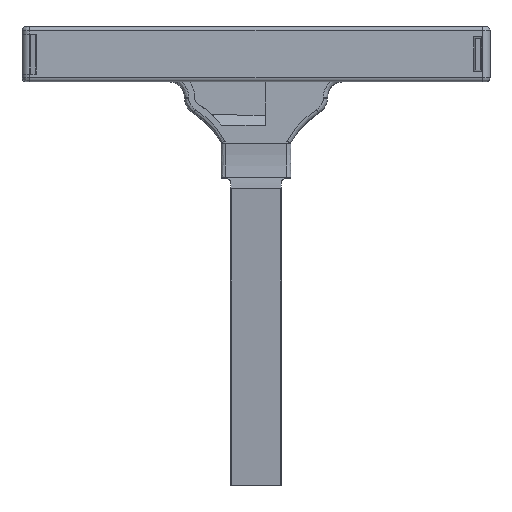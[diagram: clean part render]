
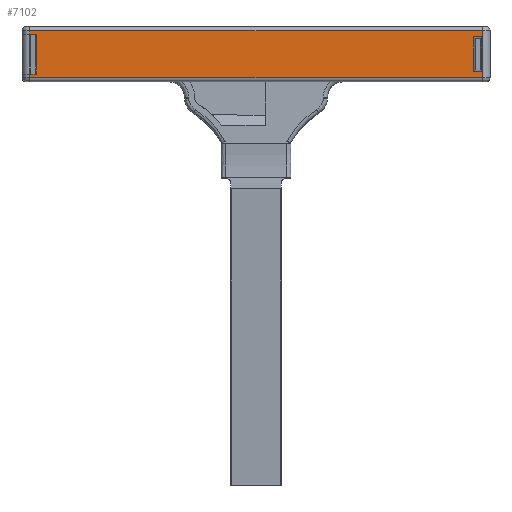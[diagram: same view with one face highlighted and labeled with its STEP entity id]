
A CAD part, top view. The second image highlights one B-rep face of the part: STEP entity #7102.
In plain terms, the highlighted planar face has unit normal (0, 0, 1).
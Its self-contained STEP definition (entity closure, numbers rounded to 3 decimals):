
#132 = VECTOR ( 'NONE', #13862, 1000. ) ;
#225 = LINE ( 'NONE', #12742, #132 ) ;
#240 = CARTESIAN_POINT ( 'NONE',  ( -27.005, 20.461, 9.852 ) ) ;
#889 = CARTESIAN_POINT ( 'NONE',  ( -27.005, 24.361, 9.852 ) ) ;
#1256 = CARTESIAN_POINT ( 'NONE',  ( -26.355, 19.711, 9.852 ) ) ;
#1744 = LINE ( 'NONE', #1962, #12033 ) ;
#1810 = DIRECTION ( 'NONE',  ( -1., 0., 0. ) ) ;
#1812 = ORIENTED_EDGE ( 'NONE', *, *, #14409, .T. ) ;
#1962 = CARTESIAN_POINT ( 'NONE',  ( 16.445, 24.111, 9.852 ) ) ;
#2100 = LINE ( 'NONE', #2161, #8777 ) ;
#2161 = CARTESIAN_POINT ( 'NONE',  ( 16.645, 20.111, 9.852 ) ) ;
#2211 = ORIENTED_EDGE ( 'NONE', *, *, #4522, .F. ) ;
#2244 = VECTOR ( 'NONE', #8655, 1000. ) ;
#2254 = LINE ( 'NONE', #5222, #2244 ) ;
#2411 = DIRECTION ( 'NONE',  ( 0., 1., 0. ) ) ;
#2885 = CARTESIAN_POINT ( 'NONE',  ( -26.355, 24.361, 9.852 ) ) ;
#3010 = CARTESIAN_POINT ( 'NONE',  ( 17.295, 20.111, 9.852 ) ) ;
#3233 = LINE ( 'NONE', #12773, #3271 ) ;
#3271 = VECTOR ( 'NONE', #13886, 1000. ) ;
#3375 = FACE_OUTER_BOUND ( 'NONE', #12495, .T. ) ;
#3791 = LINE ( 'NONE', #12223, #3919 ) ;
#3919 = VECTOR ( 'NONE', #6430, 1000. ) ;
#4014 = CARTESIAN_POINT ( 'NONE',  ( -27.005, 24.711, 9.852 ) ) ;
#4222 = DIRECTION ( 'NONE',  ( 1., 0., 0. ) ) ;
#4522 = EDGE_CURVE ( 'NONE', #10303, #11305, #13299, .T. ) ;
#4749 = CARTESIAN_POINT ( 'NONE',  ( 17.245, 20.711, 9.852 ) ) ;
#5222 = CARTESIAN_POINT ( 'NONE',  ( 16.445, 19.711, 9.852 ) ) ;
#5407 = EDGE_CURVE ( 'NONE', #6618, #8695, #1744, .T. ) ;
#5483 = ORIENTED_EDGE ( 'NONE', *, *, #10533, .F. ) ;
#5627 = DIRECTION ( 'NONE',  ( 0., 0., -1. ) ) ;
#5822 = CARTESIAN_POINT ( 'NONE',  ( 17.245, 24.111, 9.852 ) ) ;
#6430 = DIRECTION ( 'NONE',  ( 1., 0., 0. ) ) ;
#6518 = ORIENTED_EDGE ( 'NONE', *, *, #8937, .F. ) ;
#6618 = VERTEX_POINT ( 'NONE', #12472 ) ;
#6717 = VECTOR ( 'NONE', #2411, 1000. ) ;
#6788 = VERTEX_POINT ( 'NONE', #4749 ) ;
#6791 = EDGE_CURVE ( 'NONE', #12271, #7361, #3233, .T. ) ;
#6999 = ORIENTED_EDGE ( 'NONE', *, *, #5407, .T. ) ;
#7028 = VERTEX_POINT ( 'NONE', #14644 ) ;
#7037 = LINE ( 'NONE', #1256, #6717 ) ;
#7102 = ADVANCED_FACE ( 'NONE', ( #3375, #12664 ), #11315, .F. ) ;
#7225 = LINE ( 'NONE', #9696, #10292 ) ;
#7361 = VERTEX_POINT ( 'NONE', #3010 ) ;
#7403 = VERTEX_POINT ( 'NONE', #10979 ) ;
#7449 = DIRECTION ( 'NONE',  ( 0., 1., 0. ) ) ;
#7470 = VECTOR ( 'NONE', #14149, 1000. ) ;
#7555 = EDGE_CURVE ( 'NONE', #11305, #11488, #7037, .T. ) ;
#7787 = LINE ( 'NONE', #13038, #7470 ) ;
#7995 = EDGE_CURVE ( 'NONE', #6618, #7403, #2254, .T. ) ;
#8080 = ORIENTED_EDGE ( 'NONE', *, *, #6791, .F. ) ;
#8131 = EDGE_CURVE ( 'NONE', #11085, #11488, #225, .T. ) ;
#8205 = ORIENTED_EDGE ( 'NONE', *, *, #13078, .F. ) ;
#8655 = DIRECTION ( 'NONE',  ( 0., -1., 0. ) ) ;
#8695 = VERTEX_POINT ( 'NONE', #5822 ) ;
#8725 = LINE ( 'NONE', #14366, #8901 ) ;
#8777 = VECTOR ( 'NONE', #12388, 1000. ) ;
#8901 = VECTOR ( 'NONE', #7449, 1000. ) ;
#8937 = EDGE_CURVE ( 'NONE', #11085, #13156, #8725, .T. ) ;
#9624 = DIRECTION ( 'NONE',  ( 0., 1., 0. ) ) ;
#9626 = ORIENTED_EDGE ( 'NONE', *, *, #12052, .F. ) ;
#9696 = CARTESIAN_POINT ( 'NONE',  ( 16.445, 20.711, 9.852 ) ) ;
#9715 = VECTOR ( 'NONE', #9624, 1000. ) ;
#9917 = LINE ( 'NONE', #13044, #9715 ) ;
#10285 = ORIENTED_EDGE ( 'NONE', *, *, #13611, .F. ) ;
#10292 = VECTOR ( 'NONE', #1810, 1000. ) ;
#10303 = VERTEX_POINT ( 'NONE', #240 ) ;
#10417 = CARTESIAN_POINT ( 'NONE',  ( -26.955, 20.461, 9.852 ) ) ;
#10533 = EDGE_CURVE ( 'NONE', #6788, #8695, #7787, .T. ) ;
#10944 = ORIENTED_EDGE ( 'NONE', *, *, #8131, .T. ) ;
#10979 = CARTESIAN_POINT ( 'NONE',  ( 16.445, 20.711, 9.852 ) ) ;
#11085 = VERTEX_POINT ( 'NONE', #889 ) ;
#11132 = AXIS2_PLACEMENT_3D ( 'NONE', #12552, #5627, #13695 ) ;
#11305 = VERTEX_POINT ( 'NONE', #12672 ) ;
#11315 = PLANE ( 'NONE',  #11132 ) ;
#11488 = VERTEX_POINT ( 'NONE', #2885 ) ;
#12033 = VECTOR ( 'NONE', #4222, 1000. ) ;
#12052 = EDGE_CURVE ( 'NONE', #13156, #12271, #3791, .T. ) ;
#12191 = EDGE_LOOP ( 'NONE', ( #1812, #12786, #6999, #5483 ) ) ;
#12223 = CARTESIAN_POINT ( 'NONE',  ( 16.645, 24.711, 9.852 ) ) ;
#12271 = VERTEX_POINT ( 'NONE', #13838 ) ;
#12388 = DIRECTION ( 'NONE',  ( -1., 0., 0. ) ) ;
#12472 = CARTESIAN_POINT ( 'NONE',  ( 16.445, 24.111, 9.852 ) ) ;
#12495 = EDGE_LOOP ( 'NONE', ( #8080, #9626, #6518, #10944, #14057, #2211, #8205, #10285 ) ) ;
#12552 = CARTESIAN_POINT ( 'NONE',  ( 16.645, 19.711, 9.852 ) ) ;
#12664 = FACE_BOUND ( 'NONE', #12191, .T. ) ;
#12672 = CARTESIAN_POINT ( 'NONE',  ( -26.355, 20.461, 9.852 ) ) ;
#12742 = CARTESIAN_POINT ( 'NONE',  ( -26.355, 24.361, 9.852 ) ) ;
#12773 = CARTESIAN_POINT ( 'NONE',  ( 17.295, 19.711, 9.852 ) ) ;
#12786 = ORIENTED_EDGE ( 'NONE', *, *, #7995, .F. ) ;
#13038 = CARTESIAN_POINT ( 'NONE',  ( 17.245, 19.711, 9.852 ) ) ;
#13044 = CARTESIAN_POINT ( 'NONE',  ( -27.005, 19.711, 9.852 ) ) ;
#13078 = EDGE_CURVE ( 'NONE', #7028, #10303, #9917, .T. ) ;
#13156 = VERTEX_POINT ( 'NONE', #4014 ) ;
#13299 = LINE ( 'NONE', #10417, #13314 ) ;
#13314 = VECTOR ( 'NONE', #13318, 1000. ) ;
#13318 = DIRECTION ( 'NONE',  ( 1., 0., 0. ) ) ;
#13611 = EDGE_CURVE ( 'NONE', #7361, #7028, #2100, .T. ) ;
#13695 = DIRECTION ( 'NONE',  ( 0., 1., 0. ) ) ;
#13838 = CARTESIAN_POINT ( 'NONE',  ( 17.295, 24.711, 9.852 ) ) ;
#13862 = DIRECTION ( 'NONE',  ( 1., 0., 0. ) ) ;
#13886 = DIRECTION ( 'NONE',  ( 0., -1., 0. ) ) ;
#14057 = ORIENTED_EDGE ( 'NONE', *, *, #7555, .F. ) ;
#14149 = DIRECTION ( 'NONE',  ( 0., 1., 0. ) ) ;
#14366 = CARTESIAN_POINT ( 'NONE',  ( -27.005, 19.711, 9.852 ) ) ;
#14409 = EDGE_CURVE ( 'NONE', #6788, #7403, #7225, .T. ) ;
#14644 = CARTESIAN_POINT ( 'NONE',  ( -27.005, 20.111, 9.852 ) ) ;
